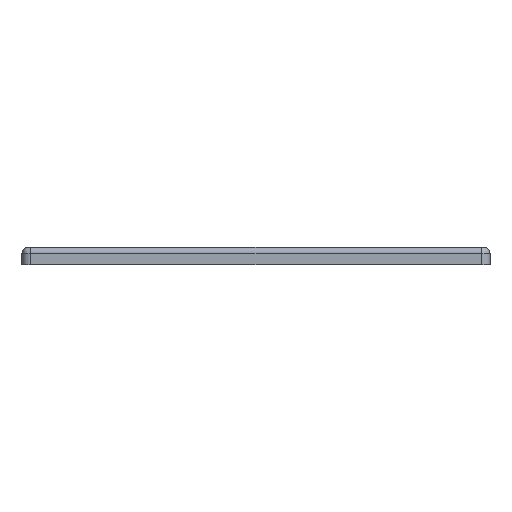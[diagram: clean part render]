
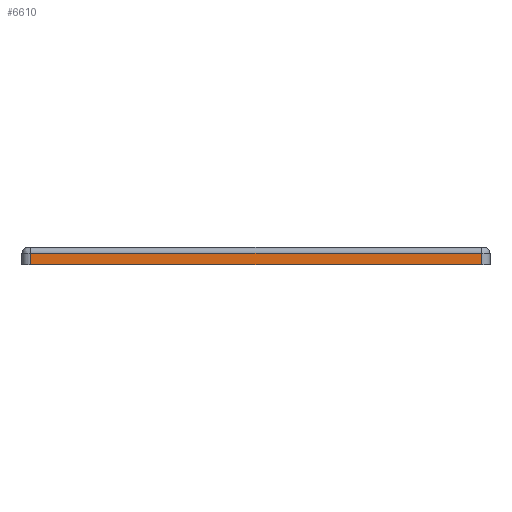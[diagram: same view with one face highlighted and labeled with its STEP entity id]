
A CAD part, front view. The second image highlights one B-rep face of the part: STEP entity #6610.
In plain terms, the highlighted planar face has unit normal (0, -1, 0).
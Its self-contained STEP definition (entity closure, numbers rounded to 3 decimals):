
#1076=FACE_OUTER_BOUND('',#1460,.T.);
#1460=EDGE_LOOP('',(#6129,#6130,#6131,#6132));
#1954=LINE('',#13065,#2488);
#1983=LINE('',#13225,#2517);
#1988=LINE('',#13242,#2522);
#1989=LINE('',#13244,#2523);
#2488=VECTOR('',#7553,10.);
#2517=VECTOR('',#7648,10.);
#2522=VECTOR('',#7667,10.);
#2523=VECTOR('',#7670,10.);
#3148=VERTEX_POINT('',#13059);
#3149=VERTEX_POINT('',#13063);
#3174=VERTEX_POINT('',#13222);
#3175=VERTEX_POINT('',#13224);
#4102=EDGE_CURVE('',#3149,#3148,#1954,.T.);
#4148=EDGE_CURVE('',#3175,#3174,#1983,.T.);
#4158=EDGE_CURVE('',#3148,#3174,#1988,.T.);
#4159=EDGE_CURVE('',#3175,#3149,#1989,.T.);
#6129=ORIENTED_EDGE('',*,*,#4102,.F.);
#6130=ORIENTED_EDGE('',*,*,#4159,.F.);
#6131=ORIENTED_EDGE('',*,*,#4148,.T.);
#6132=ORIENTED_EDGE('',*,*,#4158,.F.);
#6257=PLANE('',#6801);
#6610=ADVANCED_FACE('',(#1076),#6257,.T.);
#6801=AXIS2_PLACEMENT_3D('',#13257,#7690,#7691);
#7553=DIRECTION('',(1.,0.,0.));
#7648=DIRECTION('',(1.,0.,0.));
#7667=DIRECTION('',(0.,0.,-1.));
#7670=DIRECTION('',(0.,0.,1.));
#7690=DIRECTION('center_axis',(0.,-1.,0.));
#7691=DIRECTION('ref_axis',(1.,0.,0.));
#13059=CARTESIAN_POINT('',(80.,0.,2.));
#13063=CARTESIAN_POINT('',(1.5,0.,2.));
#13065=CARTESIAN_POINT('',(20.375,0.,2.));
#13222=CARTESIAN_POINT('',(80.,0.,0.));
#13224=CARTESIAN_POINT('',(1.5,0.,0.));
#13225=CARTESIAN_POINT('',(0.,0.,0.));
#13242=CARTESIAN_POINT('',(80.,0.,0.));
#13244=CARTESIAN_POINT('',(1.5,0.,0.));
#13257=CARTESIAN_POINT('Origin',(0.,0.,0.));
